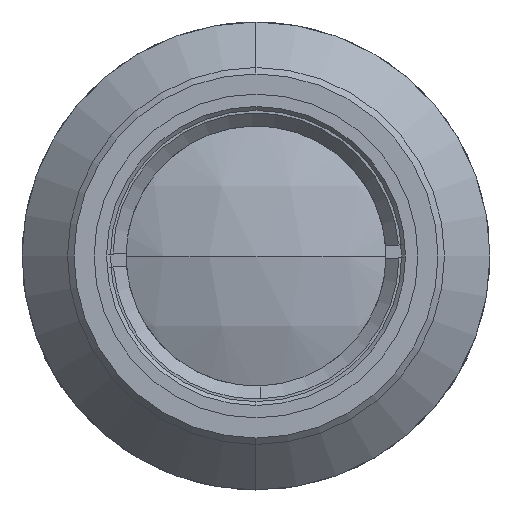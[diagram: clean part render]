
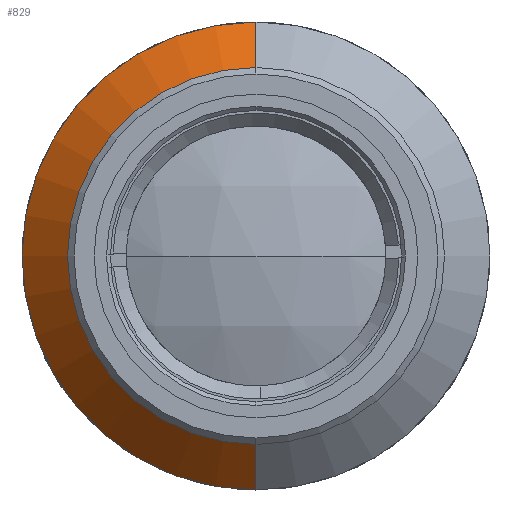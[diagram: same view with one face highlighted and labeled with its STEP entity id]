
A CAD part, left-side view. The second image highlights one B-rep face of the part: STEP entity #829.
In plain terms, the highlighted conical face has half-angle 45 degrees and reference radius 18 mm.
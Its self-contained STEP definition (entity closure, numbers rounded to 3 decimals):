
#110 = VERTEX_POINT ( 'NONE', #806 ) ;
#155 = DIRECTION ( 'NONE',  ( 0.707, 0., 0.707 ) ) ;
#367 = CARTESIAN_POINT ( 'NONE',  ( 13.5, 0., -18. ) ) ;
#379 = ORIENTED_EDGE ( 'NONE', *, *, #4820, .T. ) ;
#404 = EDGE_CURVE ( 'NONE', #110, #818, #1764, .T. ) ;
#454 = FACE_OUTER_BOUND ( 'NONE', #2415, .T. ) ;
#580 = VERTEX_POINT ( 'NONE', #1751 ) ;
#694 = EDGE_CURVE ( 'NONE', #580, #818, #2813, .T. ) ;
#752 = VECTOR ( 'NONE', #155, 1000. ) ;
#806 = CARTESIAN_POINT ( 'NONE',  ( 13.5, 0., 18. ) ) ;
#818 = VERTEX_POINT ( 'NONE', #1189 ) ;
#829 = ADVANCED_FACE ( 'NONE', ( #454 ), #869, .T. ) ;
#846 = CARTESIAN_POINT ( 'NONE',  ( 13.5, 0., 0. ) ) ;
#869 = CONICAL_SURFACE ( 'NONE', #2494, 18., 0.785 ) ;
#1137 = CARTESIAN_POINT ( 'NONE',  ( 10., 0., 0. ) ) ;
#1189 = CARTESIAN_POINT ( 'NONE',  ( 13.5, 0., -18. ) ) ;
#1213 = EDGE_CURVE ( 'NONE', #2231, #580, #4978, .T. ) ;
#1485 = DIRECTION ( 'NONE',  ( -1., 0., 0. ) ) ;
#1751 = CARTESIAN_POINT ( 'NONE',  ( 10., 0., -14.5 ) ) ;
#1764 = CIRCLE ( 'NONE', #4155, 18. ) ;
#2021 = DIRECTION ( 'NONE',  ( 1., 0., 0. ) ) ;
#2231 = VERTEX_POINT ( 'NONE', #4264 ) ;
#2349 = DIRECTION ( 'NONE',  ( -1., 0., 0. ) ) ;
#2415 = EDGE_LOOP ( 'NONE', ( #4826, #379, #3058, #3480 ) ) ;
#2426 = CARTESIAN_POINT ( 'NONE',  ( 13.5, 0., 0. ) ) ;
#2494 = AXIS2_PLACEMENT_3D ( 'NONE', #2426, #2021, #3920 ) ;
#2676 = DIRECTION ( 'NONE',  ( 0., 0., 1. ) ) ;
#2813 = LINE ( 'NONE', #367, #3400 ) ;
#3058 = ORIENTED_EDGE ( 'NONE', *, *, #404, .T. ) ;
#3165 = DIRECTION ( 'NONE',  ( 0.707, 0., -0.707 ) ) ;
#3283 = CARTESIAN_POINT ( 'NONE',  ( 13.5, 0., 18. ) ) ;
#3400 = VECTOR ( 'NONE', #3165, 1000. ) ;
#3480 = ORIENTED_EDGE ( 'NONE', *, *, #694, .F. ) ;
#3920 = DIRECTION ( 'NONE',  ( 0., 0., -1. ) ) ;
#4155 = AXIS2_PLACEMENT_3D ( 'NONE', #846, #1485, #5036 ) ;
#4264 = CARTESIAN_POINT ( 'NONE',  ( 10., 0., 14.5 ) ) ;
#4515 = LINE ( 'NONE', #3283, #752 ) ;
#4811 = AXIS2_PLACEMENT_3D ( 'NONE', #1137, #2349, #2676 ) ;
#4820 = EDGE_CURVE ( 'NONE', #2231, #110, #4515, .T. ) ;
#4826 = ORIENTED_EDGE ( 'NONE', *, *, #1213, .F. ) ;
#4978 = CIRCLE ( 'NONE', #4811, 14.5 ) ;
#5036 = DIRECTION ( 'NONE',  ( 0., 0., 1. ) ) ;
